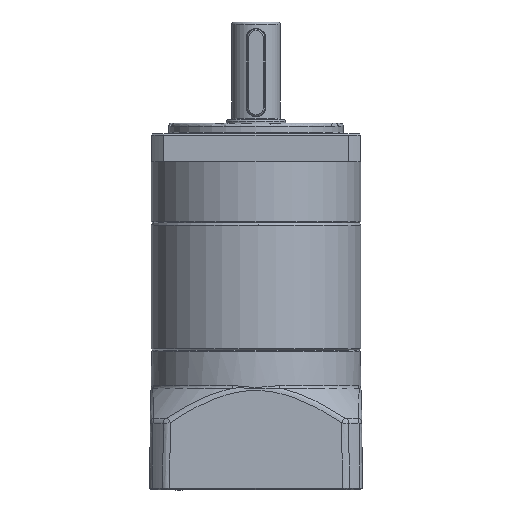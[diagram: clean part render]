
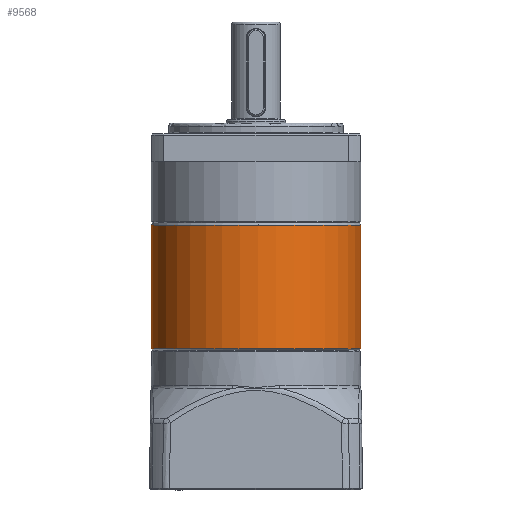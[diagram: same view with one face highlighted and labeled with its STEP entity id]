
A CAD part, left-side view. The second image highlights one B-rep face of the part: STEP entity #9568.
In plain terms, the highlighted cylindrical face has radius 30 mm (diameter 60 mm), a partial arc.
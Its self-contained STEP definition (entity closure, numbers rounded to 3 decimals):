
#568 = DIRECTION ( 'NONE',  ( 0., 0., 1. ) ) ;
#860 = DIRECTION ( 'NONE',  ( -1., 0., 0. ) ) ;
#929 = CARTESIAN_POINT ( 'NONE',  ( 36.5, 0., 30. ) ) ;
#1454 = VECTOR ( 'NONE', #15685, 1000. ) ;
#1775 = EDGE_CURVE ( 'NONE', #25034, #3592, #15015, .T. ) ;
#2541 = LINE ( 'NONE', #29005, #1454 ) ;
#2574 = CARTESIAN_POINT ( 'NONE',  ( 36.1, 0., -30. ) ) ;
#2909 = AXIS2_PLACEMENT_3D ( 'NONE', #27934, #14542, #568 ) ;
#3592 = VERTEX_POINT ( 'NONE', #18582 ) ;
#3637 = FACE_OUTER_BOUND ( 'NONE', #13555, .T. ) ;
#3670 = LINE ( 'NONE', #929, #15953 ) ;
#4944 = ORIENTED_EDGE ( 'NONE', *, *, #19262, .T. ) ;
#7281 = CARTESIAN_POINT ( 'NONE',  ( 0.693, 0., -30. ) ) ;
#8334 = EDGE_CURVE ( 'NONE', #3592, #17563, #3670, .T. ) ;
#9568 = ADVANCED_FACE ( 'NONE', ( #3637 ), #24140, .T. ) ;
#9800 = CIRCLE ( 'NONE', #2909, 30. ) ;
#10893 = CIRCLE ( 'NONE', #24693, 30. ) ;
#10926 = DIRECTION ( 'NONE',  ( 1., 0., 0. ) ) ;
#12590 = AXIS2_PLACEMENT_3D ( 'NONE', #29139, #28912, #28974 ) ;
#12628 = ORIENTED_EDGE ( 'NONE', *, *, #8334, .T. ) ;
#13555 = EDGE_LOOP ( 'NONE', ( #15638, #18253, #12628, #20594, #4944 ) ) ;
#14542 = DIRECTION ( 'NONE',  ( 1., 0., 0. ) ) ;
#15015 = CIRCLE ( 'NONE', #15307, 30. ) ;
#15307 = AXIS2_PLACEMENT_3D ( 'NONE', #21736, #21733, #21696 ) ;
#15638 = ORIENTED_EDGE ( 'NONE', *, *, #24792, .F. ) ;
#15685 = DIRECTION ( 'NONE',  ( -1., 0., 0. ) ) ;
#15953 = VECTOR ( 'NONE', #860, 1000. ) ;
#17563 = VERTEX_POINT ( 'NONE', #18505 ) ;
#17608 = VERTEX_POINT ( 'NONE', #18786 ) ;
#18253 = ORIENTED_EDGE ( 'NONE', *, *, #1775, .T. ) ;
#18505 = CARTESIAN_POINT ( 'NONE',  ( 0.693, 0., 30. ) ) ;
#18582 = CARTESIAN_POINT ( 'NONE',  ( 36.1, 0., 30. ) ) ;
#18786 = CARTESIAN_POINT ( 'NONE',  ( 0.693, -30., 0. ) ) ;
#18881 = VERTEX_POINT ( 'NONE', #7281 ) ;
#19262 = EDGE_CURVE ( 'NONE', #17608, #18881, #10893, .T. ) ;
#20594 = ORIENTED_EDGE ( 'NONE', *, *, #29368, .T. ) ;
#21696 = DIRECTION ( 'NONE',  ( 0., 0., 1. ) ) ;
#21733 = DIRECTION ( 'NONE',  ( -1., 0., 0. ) ) ;
#21736 = CARTESIAN_POINT ( 'NONE',  ( 36.1, 0., 0. ) ) ;
#24140 = CYLINDRICAL_SURFACE ( 'NONE', #12590, 30. ) ;
#24496 = CARTESIAN_POINT ( 'NONE',  ( 0.693, 0., 0. ) ) ;
#24693 = AXIS2_PLACEMENT_3D ( 'NONE', #24496, #10926, #26732 ) ;
#24792 = EDGE_CURVE ( 'NONE', #25034, #18881, #2541, .T. ) ;
#25034 = VERTEX_POINT ( 'NONE', #2574 ) ;
#26732 = DIRECTION ( 'NONE',  ( 0., 0., 1. ) ) ;
#27934 = CARTESIAN_POINT ( 'NONE',  ( 0.693, 0., 0. ) ) ;
#28912 = DIRECTION ( 'NONE',  ( -1., 0., 0. ) ) ;
#28974 = DIRECTION ( 'NONE',  ( 0., 0., 1. ) ) ;
#29005 = CARTESIAN_POINT ( 'NONE',  ( 36.5, 0., -30. ) ) ;
#29139 = CARTESIAN_POINT ( 'NONE',  ( 36.5, 0., 0. ) ) ;
#29368 = EDGE_CURVE ( 'NONE', #17563, #17608, #9800, .T. ) ;
